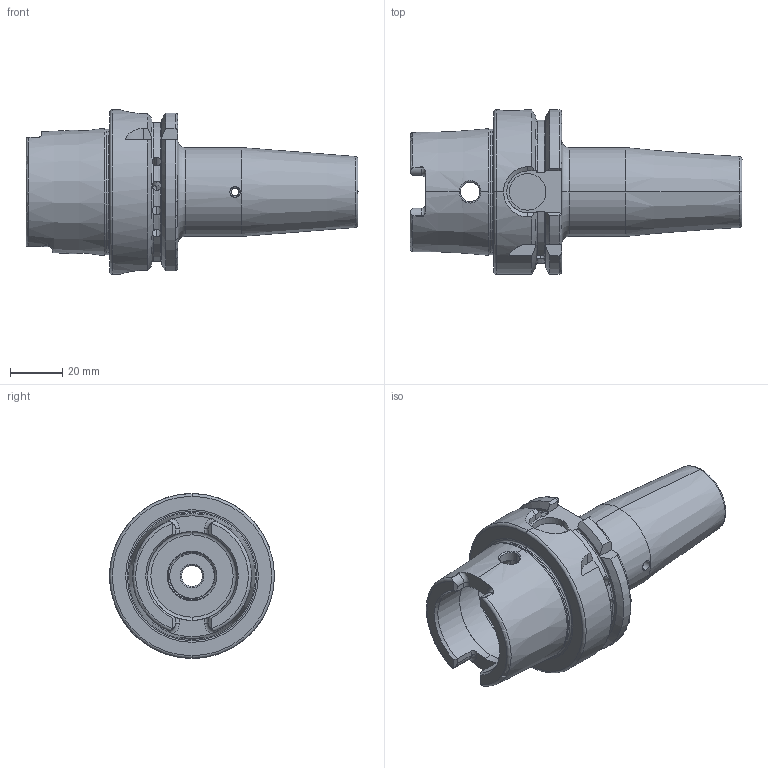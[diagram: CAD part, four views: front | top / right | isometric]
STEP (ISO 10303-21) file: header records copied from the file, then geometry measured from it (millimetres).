
FILE_DESCRIPTION (( 'STEP AP203' ), '1' );
FILE_NAME ('A63.70.16.K.STEP', '2016-11-17T02:46:39', ( '' ), ( '' ), 'SwSTEP 2.0', 'SolidWorks 2012', '' );
FILE_SCHEMA (( 'CONFIG_CONTROL_DESIGN' ));
Length unit declared in the file: millimetre
Products named in the file (1): A63.70.16.K
Bounding box: 127 x 63 x 63 mm (x, y, z)
Volume: 122288.9 mm3; surface area: 34568.8 mm2
Topology: 1 solids, 1 shells, 320 faces, 872 edges, 546 vertices
Faces by surface type: cylinder 160, plane 60, cone 47, torus 33, bspline 20
Entity records: 24801 total; most frequent: CARTESIAN_POINT 17537, ORIENTED_EDGE 1724, DIRECTION 1286, EDGE_CURVE 862, VERTEX_POINT 546, AXIS2_PLACEMENT_3D 504, EDGE_LOOP 336, FACE_OUTER_BOUND 320
